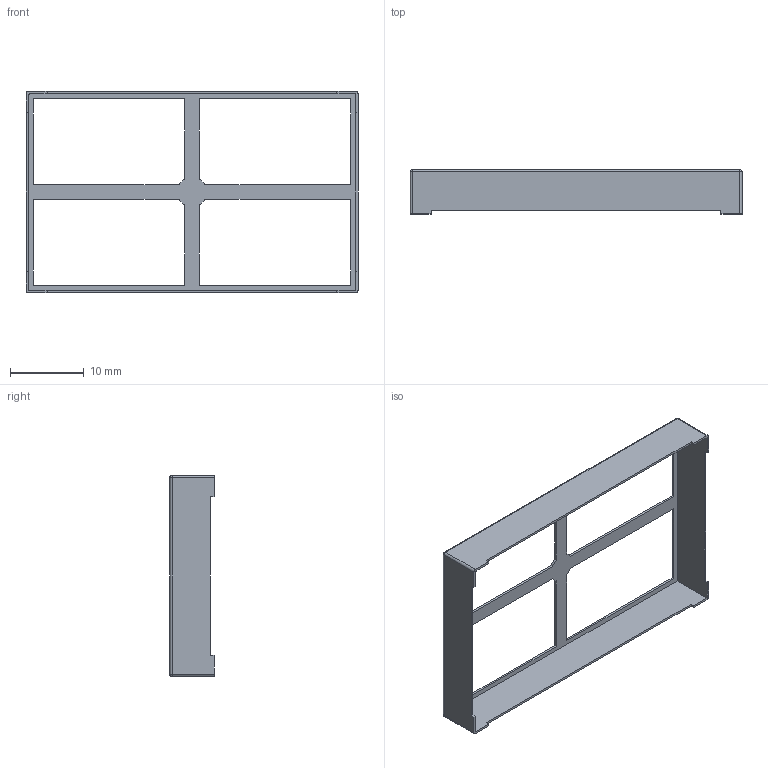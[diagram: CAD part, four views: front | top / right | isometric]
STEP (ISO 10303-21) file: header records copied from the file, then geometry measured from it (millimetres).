
FILE_DESCRIPTION(/* description */ (''),/* implementation_level */ '2;1');
FILE_NAME(/* name */ 'SMS-460-F.step',/* time_stamp */ '2020-08-05T13:32:16+02:00',/* author */ (''),/* organization */ (''),/* preprocessor_version */ 'ST-DEVELOPER v18.1',/* originating_system */ 'Autodesk Translation Framework v9.3.0.1241',/* authorisation */ '');
FILE_SCHEMA (('AUTOMOTIVE_DESIGN { 1 0 10303 214 3 1 1 }'));
Length unit declared in the file: millimetre
Products named in the file (1): SMS-460-F
Bounding box: 44.88 x 5.99 x 27.18 mm (x, y, z)
Volume: 304.9 mm3; surface area: 2151.6 mm2
Topology: 1 solids, 1 shells, 59 faces, 159 edges, 102 vertices
Faces by surface type: plane 42, cylinder 13, sphere 4
Entity records: 1879 total; most frequent: CARTESIAN_POINT 321, ORIENTED_EDGE 318, DIRECTION 305, EDGE_CURVE 159, LINE 133, VECTOR 133, VERTEX_POINT 102, AXIS2_PLACEMENT_3D 86
